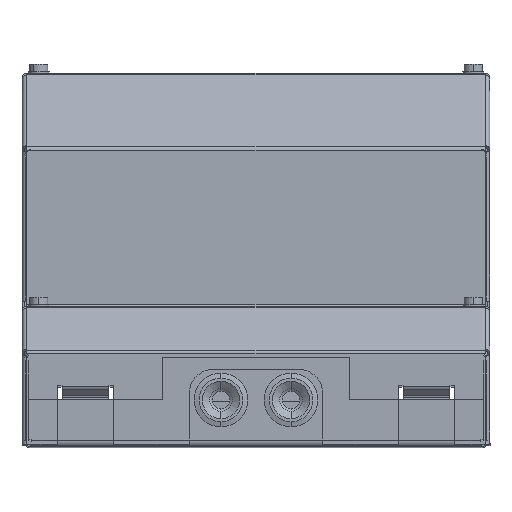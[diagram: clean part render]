
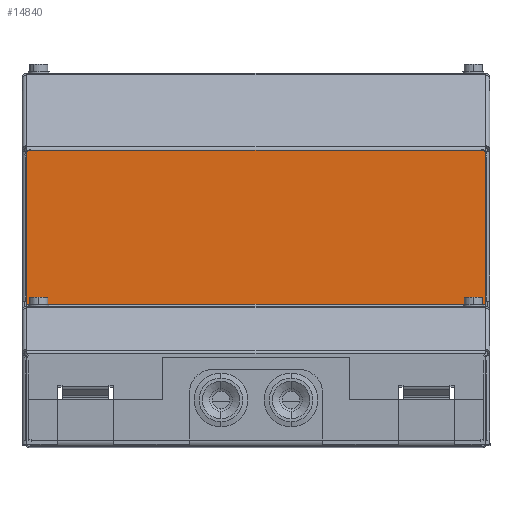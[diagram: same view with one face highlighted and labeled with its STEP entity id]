
A CAD part, top view. The second image highlights one B-rep face of the part: STEP entity #14840.
In plain terms, the highlighted planar face has unit normal (0, 0, 1).
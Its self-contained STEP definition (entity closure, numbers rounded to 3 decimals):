
#902 = DIRECTION ( 'NONE',  ( 0., 1., 0. ) ) ;
#1058 = CARTESIAN_POINT ( 'NONE',  ( 98.1, 59.627, 52.447 ) ) ;
#1364 = CARTESIAN_POINT ( 'NONE',  ( 100.1, 59.627, 52.447 ) ) ;
#1712 = ORIENTED_EDGE ( 'NONE', *, *, #22795, .T. ) ;
#1813 = LINE ( 'NONE', #15709, #4180 ) ;
#2273 = CARTESIAN_POINT ( 'NONE',  ( -98.1, 125.389, 52.447 ) ) ;
#2650 = EDGE_CURVE ( 'NONE', #4944, #10888, #18701, .T. ) ;
#2869 = VERTEX_POINT ( 'NONE', #17752 ) ;
#3163 = EDGE_LOOP ( 'NONE', ( #3918, #15621, #1712, #5340, #8343, #13592, #21436, #18736 ) ) ;
#3550 = DIRECTION ( 'NONE',  ( 0., 1., 0. ) ) ;
#3918 = ORIENTED_EDGE ( 'NONE', *, *, #19398, .T. ) ;
#4128 = EDGE_CURVE ( 'NONE', #9764, #12947, #9207, .T. ) ;
#4180 = VECTOR ( 'NONE', #902, 1000. ) ;
#4266 = CARTESIAN_POINT ( 'NONE',  ( 98.1, 127.271, 52.447 ) ) ;
#4944 = VERTEX_POINT ( 'NONE', #9064 ) ;
#5187 = EDGE_CURVE ( 'NONE', #4944, #12275, #1813, .T. ) ;
#5269 = CARTESIAN_POINT ( 'NONE',  ( -98.1, 59.627, 52.447 ) ) ;
#5340 = ORIENTED_EDGE ( 'NONE', *, *, #7844, .F. ) ;
#6005 = VERTEX_POINT ( 'NONE', #10651 ) ;
#7256 = CARTESIAN_POINT ( 'NONE',  ( -98.1, 60.949, 52.447 ) ) ;
#7540 = VECTOR ( 'NONE', #8454, 1000. ) ;
#7844 = EDGE_CURVE ( 'NONE', #10888, #24287, #21724, .T. ) ;
#8343 = ORIENTED_EDGE ( 'NONE', *, *, #2650, .F. ) ;
#8438 = VECTOR ( 'NONE', #21909, 1000. ) ;
#8454 = DIRECTION ( 'NONE',  ( 0., 1., 0. ) ) ;
#9064 = CARTESIAN_POINT ( 'NONE',  ( 98.1, 59.627, 52.447 ) ) ;
#9207 = LINE ( 'NONE', #4266, #17754 ) ;
#9316 = LINE ( 'NONE', #1058, #7540 ) ;
#9557 = CARTESIAN_POINT ( 'NONE',  ( -98.1, 125.389, 52.447 ) ) ;
#9755 = DIRECTION ( 'NONE',  ( 0., -1., 0. ) ) ;
#9764 = VERTEX_POINT ( 'NONE', #23635 ) ;
#9842 = DIRECTION ( 'NONE',  ( 0., -1., 0. ) ) ;
#9962 = CARTESIAN_POINT ( 'NONE',  ( 98.1, 124.771, 52.447 ) ) ;
#10154 = AXIS2_PLACEMENT_3D ( 'NONE', #24087, #12877, #12952 ) ;
#10651 = CARTESIAN_POINT ( 'NONE',  ( -98.1, 124.771, 52.447 ) ) ;
#10888 = VERTEX_POINT ( 'NONE', #5269 ) ;
#11233 = VECTOR ( 'NONE', #21483, 1000. ) ;
#11824 = LINE ( 'NONE', #14031, #11233 ) ;
#12275 = VERTEX_POINT ( 'NONE', #20847 ) ;
#12877 = DIRECTION ( 'NONE',  ( 0., 0., 1. ) ) ;
#12947 = VERTEX_POINT ( 'NONE', #9962 ) ;
#12952 = DIRECTION ( 'NONE',  ( 1., 0., 0. ) ) ;
#13592 = ORIENTED_EDGE ( 'NONE', *, *, #5187, .T. ) ;
#14031 = CARTESIAN_POINT ( 'NONE',  ( 100.1, 125.389, 52.447 ) ) ;
#14840 = ADVANCED_FACE ( 'NONE', ( #16887 ), #24010, .T. ) ;
#15621 = ORIENTED_EDGE ( 'NONE', *, *, #22199, .T. ) ;
#15709 = CARTESIAN_POINT ( 'NONE',  ( 98.1, 59.627, 52.447 ) ) ;
#16887 = FACE_OUTER_BOUND ( 'NONE', #3163, .T. ) ;
#16960 = DIRECTION ( 'NONE',  ( 0., -1., 0. ) ) ;
#17018 = EDGE_CURVE ( 'NONE', #12275, #12947, #9316, .T. ) ;
#17752 = CARTESIAN_POINT ( 'NONE',  ( -98.1, 125.389, 52.447 ) ) ;
#17754 = VECTOR ( 'NONE', #9842, 1000. ) ;
#17897 = VECTOR ( 'NONE', #3550, 1000. ) ;
#18701 = LINE ( 'NONE', #1364, #8438 ) ;
#18736 = ORIENTED_EDGE ( 'NONE', *, *, #4128, .F. ) ;
#19009 = CARTESIAN_POINT ( 'NONE',  ( -98.1, 60.949, 52.447 ) ) ;
#19356 = LINE ( 'NONE', #9557, #24307 ) ;
#19398 = EDGE_CURVE ( 'NONE', #9764, #2869, #11824, .T. ) ;
#20847 = CARTESIAN_POINT ( 'NONE',  ( 98.1, 60.949, 52.447 ) ) ;
#21436 = ORIENTED_EDGE ( 'NONE', *, *, #17018, .T. ) ;
#21483 = DIRECTION ( 'NONE',  ( -1., 0., 0. ) ) ;
#21724 = LINE ( 'NONE', #7256, #17897 ) ;
#21909 = DIRECTION ( 'NONE',  ( -1., 0., 0. ) ) ;
#22199 = EDGE_CURVE ( 'NONE', #2869, #6005, #22286, .T. ) ;
#22286 = LINE ( 'NONE', #2273, #24029 ) ;
#22795 = EDGE_CURVE ( 'NONE', #6005, #24287, #19356, .T. ) ;
#23635 = CARTESIAN_POINT ( 'NONE',  ( 98.1, 125.389, 52.447 ) ) ;
#24010 = PLANE ( 'NONE',  #10154 ) ;
#24029 = VECTOR ( 'NONE', #9755, 1000. ) ;
#24087 = CARTESIAN_POINT ( 'NONE',  ( 0., 92.402, 52.447 ) ) ;
#24287 = VERTEX_POINT ( 'NONE', #19009 ) ;
#24307 = VECTOR ( 'NONE', #16960, 1000. ) ;
